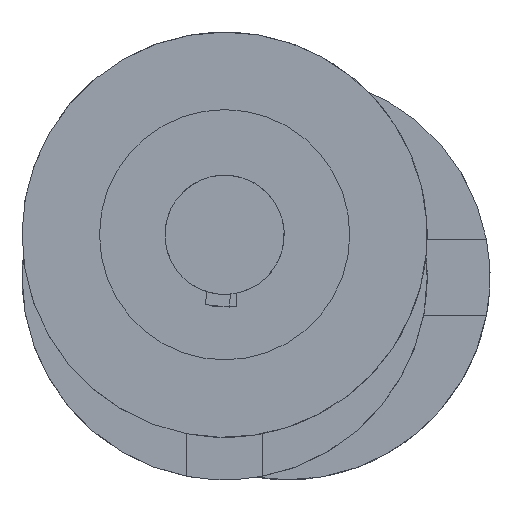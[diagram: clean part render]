
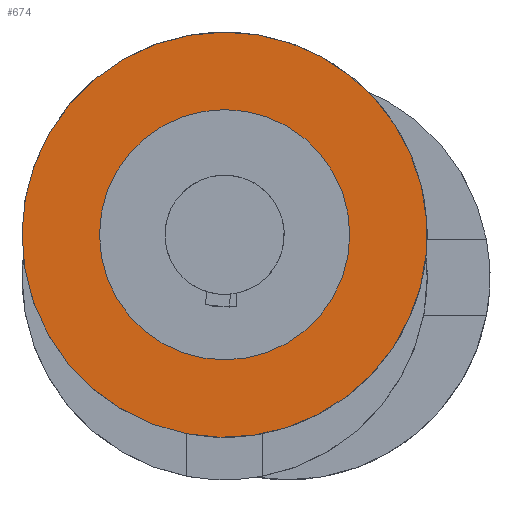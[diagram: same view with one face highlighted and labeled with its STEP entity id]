
A CAD part, front view. The second image highlights one B-rep face of the part: STEP entity #674.
In plain terms, the highlighted face is planar.
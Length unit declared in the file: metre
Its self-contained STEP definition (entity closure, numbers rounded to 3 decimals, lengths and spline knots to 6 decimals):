
#69=CIRCLE('',#780,0.085);
#71=CIRCLE('',#784,0.0525);
#160=ORIENTED_EDGE('',*,*,#305,.F.);
#161=ORIENTED_EDGE('',*,*,#302,.F.);
#302=EDGE_CURVE('',#379,#379,#69,.T.);
#305=EDGE_CURVE('',#381,#381,#71,.T.);
#379=VERTEX_POINT('',#1125);
#381=VERTEX_POINT('',#1132);
#550=EDGE_LOOP('',(#160));
#551=EDGE_LOOP('',(#161));
#596=FACE_BOUND('',#550,.T.);
#597=FACE_BOUND('',#551,.T.);
#638=PLANE('',#783);
#674=ADVANCED_FACE('',(#596,#597),#638,.F.);
#780=AXIS2_PLACEMENT_3D('',#1124,#916,#917);
#783=AXIS2_PLACEMENT_3D('',#1130,#923,#924);
#784=AXIS2_PLACEMENT_3D('',#1131,#925,#926);
#916=DIRECTION('',(0.,-1.,0.));
#917=DIRECTION('',(0.,0.,-1.));
#923=DIRECTION('',(0.,-1.,0.));
#924=DIRECTION('',(1.,0.,0.));
#925=DIRECTION('',(0.,1.,0.));
#926=DIRECTION('',(0.,0.,1.));
#1124=CARTESIAN_POINT('',(0.,0.,0.));
#1125=CARTESIAN_POINT('',(0.,0.,-0.085));
#1130=CARTESIAN_POINT('',(0.,0.,0.));
#1131=CARTESIAN_POINT('',(0.,0.,0.));
#1132=CARTESIAN_POINT('',(0.,0.,0.0525));
